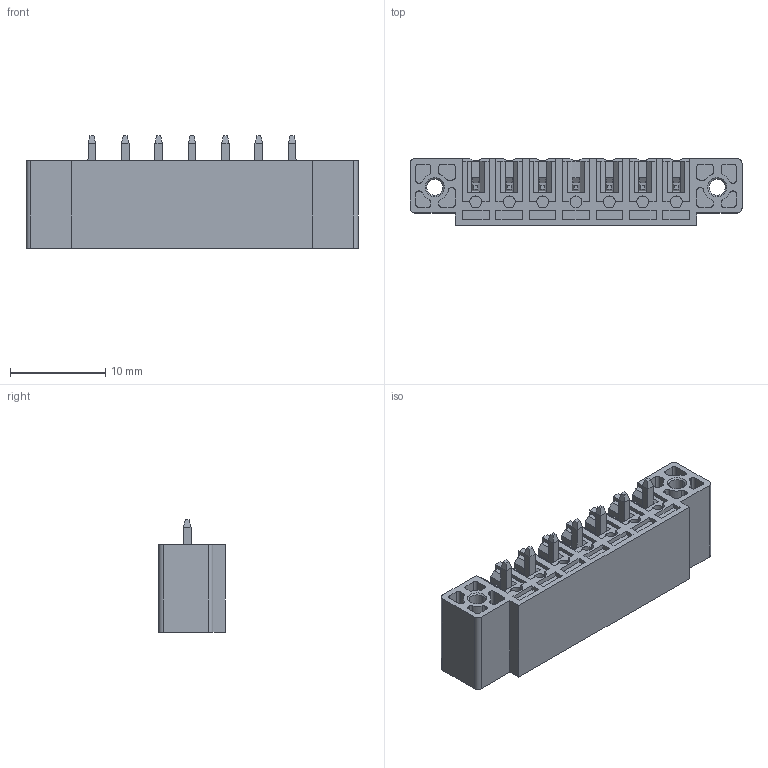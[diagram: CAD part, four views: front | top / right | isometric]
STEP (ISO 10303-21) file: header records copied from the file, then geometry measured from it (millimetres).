
FILE_DESCRIPTION( ('This file contains a STEP AP42 implementation' ,'as created by ZW3D STEP Interface translator.') ,'2;1' );
FILE_NAME( 'WJ15EDGVM-THR-3.5-07P-00A.stp' ,'24 123. 856 9', (''), ('ZWCAD Software Co.'), 'Version 1.0', 'ZW3D to STEP translator', '' );
FILE_SCHEMA(('AUTOMOTIVE_DESIGN { 1 0 10303 214 1 1 1 1 }'));
Length unit declared in the file: millimetre
Products named in the file (2): 0; wj15edgvm-thr-3_5-02_24
Bounding box: 34.8 x 7 x 11.8 mm (x, y, z)
Volume: 1127.8 mm3; surface area: 3241 mm2
Topology: 1 solids, 1 shells, 1278 faces, 3825 edges, 2414 vertices
Faces by surface type: plane 983, bspline 206, cylinder 47, cone 42
Entity records: 53134 total; most frequent: CARTESIAN_POINT 18662, ORIENTED_EDGE 7650, DIRECTION 6316, EDGE_CURVE 3825, VERTEX_POINT 2414, VECTOR 2402, LINE 2402, AXIS2_PLACEMENT_3D 1957
